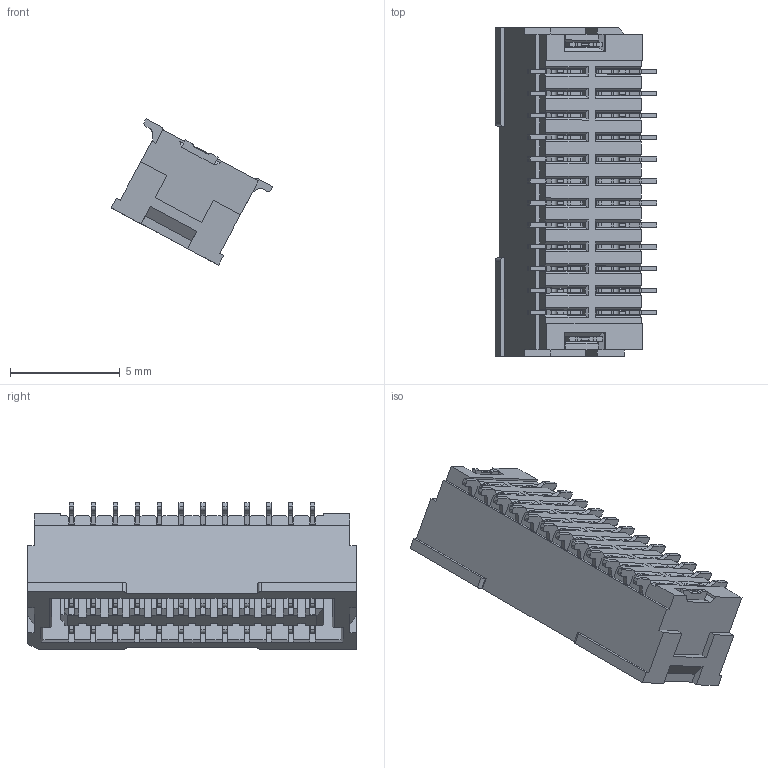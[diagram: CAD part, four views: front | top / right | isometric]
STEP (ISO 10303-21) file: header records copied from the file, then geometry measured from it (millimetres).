
FILE_DESCRIPTION (( 'STEP AP203' ), '1' );
FILE_NAME ('FWF10014-D24S83NAM.STEP', '2025-11-21T06:01:26', ( '' ), ( '' ), 'SwSTEP 2.0', 'SolidWorks 2021', '' );
FILE_SCHEMA (( 'CONFIG_CONTROL_DESIGN' ));
Products named in the file (1): FWF10014-D24S83NAM
Bounding box: 7.38 x 15 x 6.68 mm (x, y, z)
Volume: 214.1 mm3; surface area: 1040 mm2
Topology: 15 solids, 15 shells, 2236 faces, 6889 edges, 4553 vertices
Faces by surface type: plane 1376, cylinder 838, bspline 22
Entity records: 77388 total; most frequent: CARTESIAN_POINT 15613, ORIENTED_EDGE 13778, DIRECTION 12085, EDGE_CURVE 6889, LINE 5063, VECTOR 5063, VERTEX_POINT 4553, AXIS2_PLACEMENT_3D 3511
